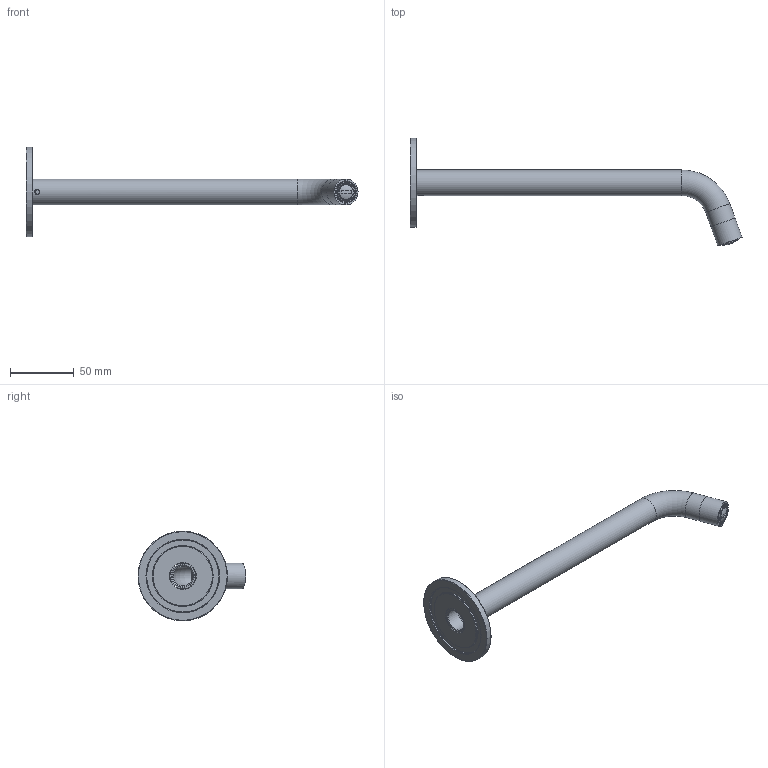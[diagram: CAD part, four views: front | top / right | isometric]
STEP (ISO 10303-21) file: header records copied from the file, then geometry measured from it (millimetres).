
FILE_DESCRIPTION(/* description */ ('Unknown'),/* implementation_level */ '2;1');
FILE_NAME(/* name */ 'AR096-25',/* time_stamp */ '2022-12-12T16:12:46+01:00',/* author */ ('Unknown'),/* organization */ ('Unknown'),/* preprocessor_version */ 'ST-DEVELOPER v16.7',/* originating_system */ 'DEX',/* authorisation */ $);
FILE_SCHEMA (('AUTOMOTIVE_DESIGN {1 0 10303 214 3 1 1}'));
Length unit declared in the file: millimetre
Products named in the file (7): AR096-25-00; AR095-02; CB003-002_oa_0; CB003-002-1; AR096-25-002; AR096-03; AR095-08
Assembly tree (6 placements, depth 3):
  AR096-25-00
    AR095-02
    CB003-002_oa_0
      CB003-002-1
    AR096-25-002
      AR096-03
      AR095-08
Bounding box: 259.7 x 84.47 x 70 mm (x, y, z)
Volume: 54552.7 mm3; surface area: 40914.1 mm2
Topology: 4 solids, 4 shells, 116 faces, 275 edges, 178 vertices
Faces by surface type: plane 55, torus 27, cylinder 26, cone 8
Full cylindrical faces by diameter (mm): 3.242 x1, 4 x1, 12.196 x1, 13.464 x1, 14.577 x1, 15 x2, 15.033 x1, 15.218 x1, 15.229 x1, 15.417 x2, 15.5 x1, 16.5 x2, 16.75 x1, 17 x1, 20 x3, 20.5 x2, 23.5 x1, 47 x1, 57 x1, 70 x1
Entity records: 3819 total; most frequent: CARTESIAN_POINT 599, DIRECTION 556, ORIENTED_EDGE 402, AXIS2_PLACEMENT_3D 242, EDGE_CURVE 201, EDGE_LOOP 186, FACE_BOUND 186, VERTEX_POINT 157
